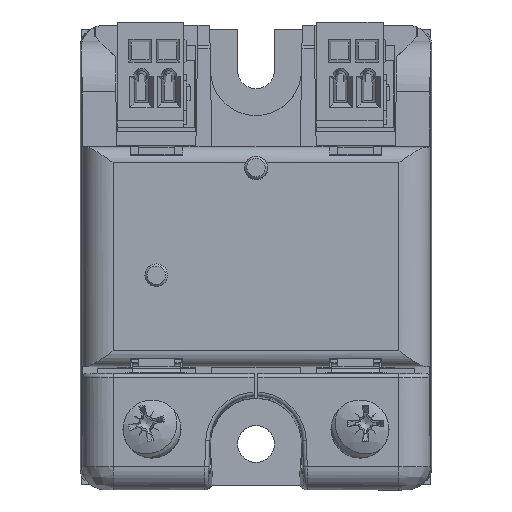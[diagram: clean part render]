
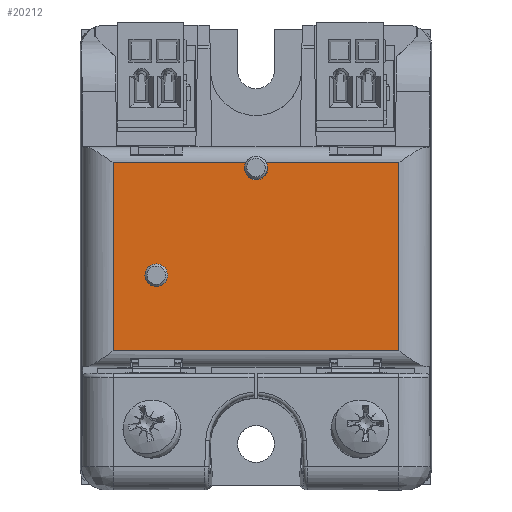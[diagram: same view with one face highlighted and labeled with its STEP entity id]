
A CAD part, top view. The second image highlights one B-rep face of the part: STEP entity #20212.
In plain terms, the highlighted planar face has unit normal (0, 0, 1).
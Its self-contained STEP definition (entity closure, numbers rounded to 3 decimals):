
#994=FACE_BOUND('',#3874,.T.);
#1767=PLANE('',#21765);
#2806=FACE_OUTER_BOUND('',#3873,.T.);
#3873=EDGE_LOOP('',(#17438,#17439,#17440,#17441,#17442,#17443,#17444));
#3874=EDGE_LOOP('',(#17445,#17446));
#5823=LINE('',#33833,#7950);
#5824=LINE('',#33859,#7951);
#5845=LINE('',#33904,#7972);
#5846=LINE('',#33905,#7973);
#5847=LINE('',#33908,#7974);
#7950=VECTOR('',#25931,10.);
#7951=VECTOR('',#25936,10.);
#7972=VECTOR('',#25963,10.);
#7973=VECTOR('',#25964,10.);
#7974=VECTOR('',#25969,10.);
#8692=CIRCLE('',#21658,1.45);
#8693=CIRCLE('',#21659,1.45);
#8695=CIRCLE('',#21663,1.5);
#8696=CIRCLE('',#21664,1.5);
#10188=VERTEX_POINT('',#33333);
#10189=VERTEX_POINT('',#33335);
#10194=VERTEX_POINT('',#33373);
#10195=VERTEX_POINT('',#33375);
#10196=VERTEX_POINT('',#33377);
#10320=VERTEX_POINT('',#33821);
#10321=VERTEX_POINT('',#33832);
#10323=VERTEX_POINT('',#33847);
#10324=VERTEX_POINT('',#33858);
#12667=EDGE_CURVE('',#10189,#10188,#8692,.T.);
#12668=EDGE_CURVE('',#10188,#10189,#8693,.T.);
#12674=EDGE_CURVE('',#10195,#10194,#8695,.T.);
#12676=EDGE_CURVE('',#10194,#10196,#8696,.T.);
#12865=EDGE_CURVE('',#10321,#10320,#5823,.T.);
#12869=EDGE_CURVE('',#10324,#10323,#5824,.T.);
#12892=EDGE_CURVE('',#10324,#10196,#5845,.T.);
#12893=EDGE_CURVE('',#10195,#10320,#5846,.T.);
#12895=EDGE_CURVE('',#10321,#10323,#5847,.T.);
#17438=ORIENTED_EDGE('',*,*,#12869,.T.);
#17439=ORIENTED_EDGE('',*,*,#12895,.F.);
#17440=ORIENTED_EDGE('',*,*,#12865,.T.);
#17441=ORIENTED_EDGE('',*,*,#12893,.F.);
#17442=ORIENTED_EDGE('',*,*,#12674,.T.);
#17443=ORIENTED_EDGE('',*,*,#12676,.T.);
#17444=ORIENTED_EDGE('',*,*,#12892,.F.);
#17445=ORIENTED_EDGE('',*,*,#12667,.T.);
#17446=ORIENTED_EDGE('',*,*,#12668,.T.);
#20212=ADVANCED_FACE('',(#2806,#994),#1767,.F.);
#21658=AXIS2_PLACEMENT_3D('',#33336,#25597,#25598);
#21659=AXIS2_PLACEMENT_3D('',#33337,#25599,#25600);
#21663=AXIS2_PLACEMENT_3D('',#33376,#25608,#25609);
#21664=AXIS2_PLACEMENT_3D('',#33396,#25610,#25611);
#21765=AXIS2_PLACEMENT_3D('',#33907,#25967,#25968);
#25597=DIRECTION('center_axis',(0.,0.,
-1.));
#25598=DIRECTION('ref_axis',(1.,0.,0.));
#25599=DIRECTION('center_axis',(0.,0.,
-1.));
#25600=DIRECTION('ref_axis',(1.,0.,0.));
#25608=DIRECTION('center_axis',(0.,0.,
-1.));
#25609=DIRECTION('ref_axis',(-1.,0.,0.));
#25610=DIRECTION('center_axis',(0.,0.,
-1.));
#25611=DIRECTION('ref_axis',(-1.,0.,0.));
#25931=DIRECTION('',(0.,1.,0.));
#25936=DIRECTION('',(0.,-1.,0.));
#25963=DIRECTION('',(1.,0.,0.));
#25964=DIRECTION('',(1.,0.,0.));
#25967=DIRECTION('center_axis',(0.,0.,
-1.));
#25968=DIRECTION('ref_axis',(1.,0.,0.));
#25969=DIRECTION('',(-1.,0.,0.));
#33333=CARTESIAN_POINT('',(-11.25,-2.35,29.));
#33335=CARTESIAN_POINT('',(-14.15,-2.35,29.));
#33336=CARTESIAN_POINT('Origin',(-12.7,-2.35,29.));
#33337=CARTESIAN_POINT('Origin',(-12.7,-2.35,29.));
#33373=CARTESIAN_POINT('',(1.5,11.3,29.));
#33375=CARTESIAN_POINT('',(1.34,11.974,29.));
#33376=CARTESIAN_POINT('Origin',(0.,11.3,29.));
#33377=CARTESIAN_POINT('',(-1.34,11.974,29.));
#33396=CARTESIAN_POINT('Origin',(0.,11.3,29.));
#33821=CARTESIAN_POINT('',(18.207,11.974,29.));
#33832=CARTESIAN_POINT('',(18.207,-11.99,29.));
#33833=CARTESIAN_POINT('',(18.207,0.15,29.));
#33847=CARTESIAN_POINT('',(-18.207,-11.99,29.));
#33858=CARTESIAN_POINT('',(-18.207,11.974,29.));
#33859=CARTESIAN_POINT('',(-18.207,0.15,29.));
#33904=CARTESIAN_POINT('',(0.,11.974,29.));
#33905=CARTESIAN_POINT('',(0.,11.974,29.));
#33907=CARTESIAN_POINT('Origin',(0.,13.94,
29.));
#33908=CARTESIAN_POINT('',(0.,-11.99,29.));
